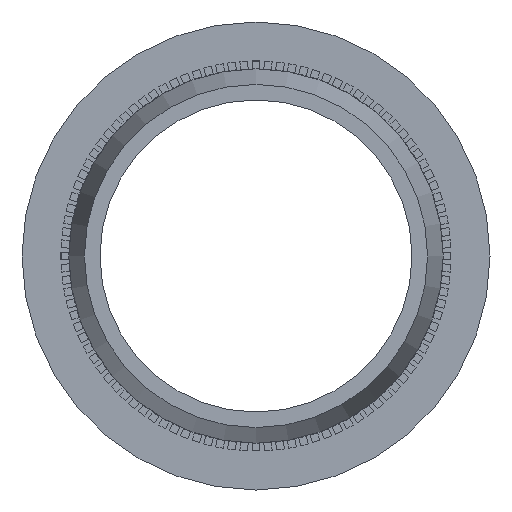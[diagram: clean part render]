
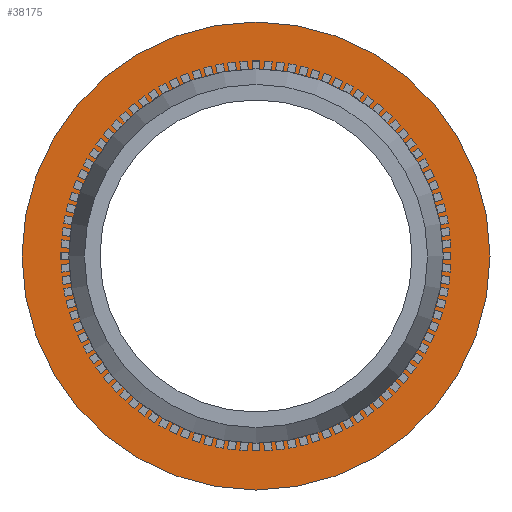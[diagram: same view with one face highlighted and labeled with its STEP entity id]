
A CAD part, front view. The second image highlights one B-rep face of the part: STEP entity #38175.
In plain terms, the highlighted planar face has unit normal (0, -1, 0).
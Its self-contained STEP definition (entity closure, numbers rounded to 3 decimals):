
#36301=CARTESIAN_POINT('',(-6.,36.0,0.));
#36302=VERTEX_POINT('',#36301);
#36303=CARTESIAN_POINT('',(0.0,36.0,0.0));
#36304=DIRECTION('',(0.0,1.0,0.0));
#36305=DIRECTION('',(1.0,0.0,0.0));
#36306=AXIS2_PLACEMENT_3D('',#36303,#36304,#36305);
#36307=CIRCLE('',#36306,6.);
#36308=EDGE_CURVE('',#36302,#36302,#36307,.T.);
#38156=CARTESIAN_POINT('',(0.,36.0,0.));
#38157=DIRECTION('',(0.0,1.0,0.0));
#38158=DIRECTION('',(0.0,0.0,1.0));
#38159=AXIS2_PLACEMENT_3D('',#38156,#38157,#38158);
#38160=PLANE('',#38159);
#38161=CARTESIAN_POINT('',(7.5,36.0,0.));
#38162=VERTEX_POINT('',#38161);
#38163=CARTESIAN_POINT('',(0.0,36.0,0.0));
#38164=DIRECTION('',(0.0,-1.0,0.0));
#38165=DIRECTION('',(-1.0,0.0,0.0));
#38166=AXIS2_PLACEMENT_3D('',#38163,#38164,#38165);
#38167=CIRCLE('',#38166,7.5);
#38168=EDGE_CURVE('',#38162,#38162,#38167,.T.);
#38169=ORIENTED_EDGE('',*,*,#38168,.T.);
#38170=EDGE_LOOP('',(#38169));
#38171=FACE_OUTER_BOUND('',#38170,.T.);
#38172=ORIENTED_EDGE('',*,*,#36308,.T.);
#38173=EDGE_LOOP('',(#38172));
#38174=FACE_BOUND('',#38173,.T.);
#38175=ADVANCED_FACE('',(#38171,#38174),#38160,.F.);
